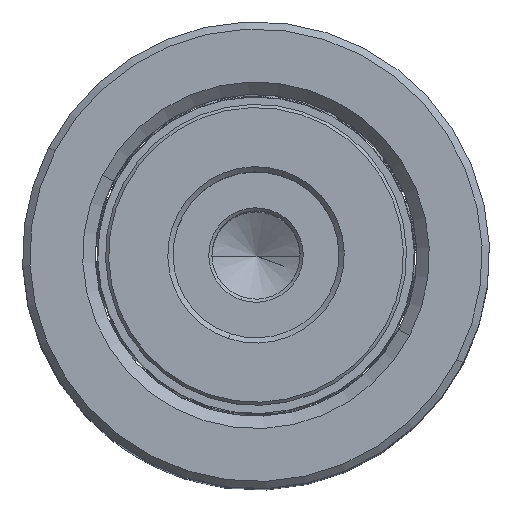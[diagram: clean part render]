
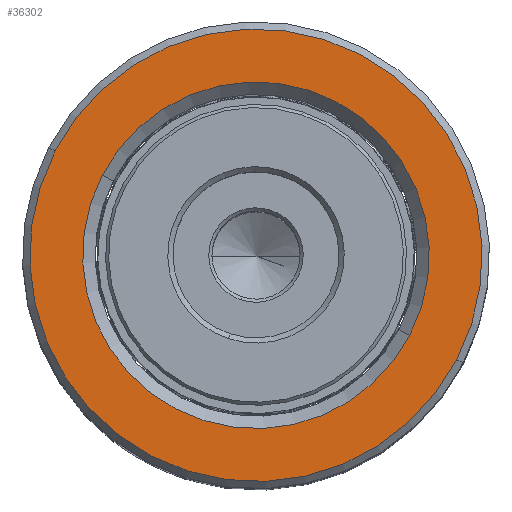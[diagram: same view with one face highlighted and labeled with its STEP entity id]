
A CAD part, top view. The second image highlights one B-rep face of the part: STEP entity #36302.
In plain terms, the highlighted planar face has unit normal (0, 0, 1).
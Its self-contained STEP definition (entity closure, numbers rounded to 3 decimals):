
#1055 = AXIS2_PLACEMENT_3D ( 'NONE', #7851, #16949, #31958 ) ;
#2668 = CIRCLE ( 'NONE', #9466, 21.8 ) ;
#3074 = FACE_OUTER_BOUND ( 'NONE', #14078, .T. ) ;
#3297 = DIRECTION ( 'NONE',  ( 1., 0., 0. ) ) ;
#3387 = CARTESIAN_POINT ( 'NONE',  ( 0., 0., 80. ) ) ;
#3828 = CIRCLE ( 'NONE', #28836, 16.7 ) ;
#5605 = EDGE_LOOP ( 'NONE', ( #31375, #38413 ) ) ;
#6591 = DIRECTION ( 'NONE',  ( 0., 0., 1. ) ) ;
#6788 = CARTESIAN_POINT ( 'NONE',  ( 0., 0., 80. ) ) ;
#7851 = CARTESIAN_POINT ( 'NONE',  ( 0., 0., 80. ) ) ;
#9466 = AXIS2_PLACEMENT_3D ( 'NONE', #3387, #6591, #12884 ) ;
#9740 = DIRECTION ( 'NONE',  ( 1., 0., 0. ) ) ;
#9908 = EDGE_CURVE ( 'NONE', #27868, #22801, #27675, .T. ) ;
#12293 = DIRECTION ( 'NONE',  ( 0., 0., 1. ) ) ;
#12884 = DIRECTION ( 'NONE',  ( 1., 0., 0. ) ) ;
#14078 = EDGE_LOOP ( 'NONE', ( #35051, #14848 ) ) ;
#14848 = ORIENTED_EDGE ( 'NONE', *, *, #9908, .T. ) ;
#15753 = DIRECTION ( 'NONE',  ( 0., 0., -1. ) ) ;
#16503 = AXIS2_PLACEMENT_3D ( 'NONE', #39472, #21139, #3297 ) ;
#16573 = CARTESIAN_POINT ( 'NONE',  ( -16.7, 0., 80. ) ) ;
#16949 = DIRECTION ( 'NONE',  ( 0., 0., 1. ) ) ;
#17311 = VERTEX_POINT ( 'NONE', #16573 ) ;
#19276 = AXIS2_PLACEMENT_3D ( 'NONE', #28089, #12293, #9740 ) ;
#20918 = CARTESIAN_POINT ( 'NONE',  ( -21.8, 0., 80. ) ) ;
#21139 = DIRECTION ( 'NONE',  ( 0., 0., -1. ) ) ;
#22501 = CARTESIAN_POINT ( 'NONE',  ( 21.8, 0., 80. ) ) ;
#22801 = VERTEX_POINT ( 'NONE', #20918 ) ;
#26287 = EDGE_CURVE ( 'NONE', #28572, #17311, #3828, .T. ) ;
#26711 = EDGE_CURVE ( 'NONE', #17311, #28572, #39249, .T. ) ;
#27675 = CIRCLE ( 'NONE', #19276, 21.8 ) ;
#27868 = VERTEX_POINT ( 'NONE', #22501 ) ;
#28089 = CARTESIAN_POINT ( 'NONE',  ( 0., 0., 80. ) ) ;
#28572 = VERTEX_POINT ( 'NONE', #38343 ) ;
#28836 = AXIS2_PLACEMENT_3D ( 'NONE', #6788, #15753, #37183 ) ;
#31375 = ORIENTED_EDGE ( 'NONE', *, *, #26287, .T. ) ;
#31958 = DIRECTION ( 'NONE',  ( 1., 0., 0. ) ) ;
#32088 = PLANE ( 'NONE',  #1055 ) ;
#34381 = EDGE_CURVE ( 'NONE', #22801, #27868, #2668, .T. ) ;
#35051 = ORIENTED_EDGE ( 'NONE', *, *, #34381, .T. ) ;
#36302 = ADVANCED_FACE ( 'NONE', ( #3074, #39001 ), #32088, .T. ) ;
#37183 = DIRECTION ( 'NONE',  ( 1., 0., 0. ) ) ;
#38343 = CARTESIAN_POINT ( 'NONE',  ( 16.7, 0., 80. ) ) ;
#38413 = ORIENTED_EDGE ( 'NONE', *, *, #26711, .T. ) ;
#39001 = FACE_BOUND ( 'NONE', #5605, .T. ) ;
#39249 = CIRCLE ( 'NONE', #16503, 16.7 ) ;
#39472 = CARTESIAN_POINT ( 'NONE',  ( 0., 0., 80. ) ) ;
